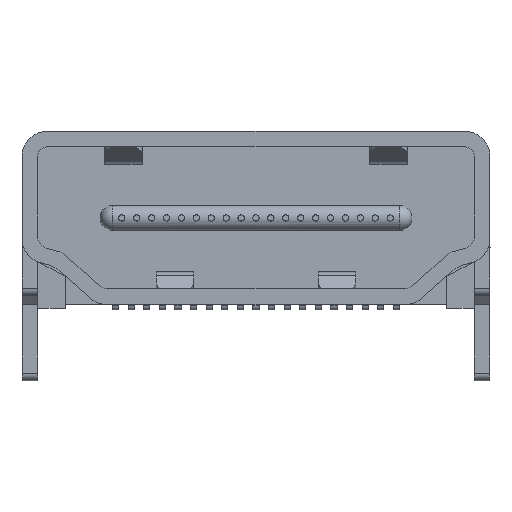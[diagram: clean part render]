
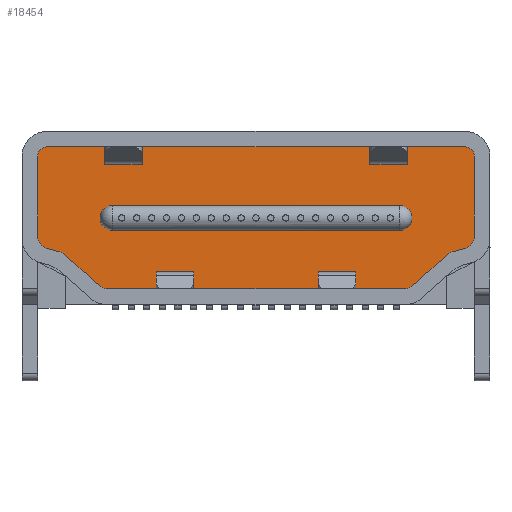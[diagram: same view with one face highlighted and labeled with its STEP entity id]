
A CAD part, front view. The second image highlights one B-rep face of the part: STEP entity #18454.
In plain terms, the highlighted planar face has unit normal (0, -1, 0).
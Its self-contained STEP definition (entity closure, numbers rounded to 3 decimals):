
#689=FACE_OUTER_BOUND('',#1716,.T.);
#1716=EDGE_LOOP('',(#11531,#11532,#11533,#11534,#11535,#11536,#11537,#11538,
#11539,#11540,#11541,#11542,#11543,#11544,#11545,#11546,#11547,#11548,#11549,
#11550));
#2799=CIRCLE('',#19531,0.3);
#2800=CIRCLE('',#19532,0.4);
#2801=CIRCLE('',#19533,0.4);
#2802=CIRCLE('',#19534,0.4);
#2803=CIRCLE('',#19535,0.4);
#2804=CIRCLE('',#19536,0.4);
#2805=CIRCLE('',#19537,0.4);
#2806=CIRCLE('',#19538,0.3);
#3198=LINE('',#25708,#5167);
#3211=LINE('',#25745,#5180);
#3213=LINE('',#25755,#5182);
#3237=LINE('',#25806,#5206);
#3245=LINE('',#25820,#5214);
#3253=LINE('',#25838,#5222);
#3254=LINE('',#25842,#5223);
#3255=LINE('',#25845,#5224);
#3256=LINE('',#25846,#5225);
#3257=LINE('',#25848,#5226);
#3258=LINE('',#25852,#5227);
#3259=LINE('',#25856,#5228);
#5167=VECTOR('',#20932,1.);
#5180=VECTOR('',#20961,1.);
#5182=VECTOR('',#20971,1.);
#5206=VECTOR('',#21007,1.);
#5214=VECTOR('',#21017,1.);
#5222=VECTOR('',#21031,1.);
#5223=VECTOR('',#21034,1.);
#5224=VECTOR('',#21037,1.);
#5225=VECTOR('',#21038,1.);
#5226=VECTOR('',#21039,1.);
#5227=VECTOR('',#21042,1.);
#5228=VECTOR('',#21045,1.);
#7117=VERTEX_POINT('',#25661);
#7140=VERTEX_POINT('',#25706);
#7155=VERTEX_POINT('',#25743);
#7156=VERTEX_POINT('',#25744);
#7159=VERTEX_POINT('',#25752);
#7160=VERTEX_POINT('',#25754);
#7180=VERTEX_POINT('',#25803);
#7181=VERTEX_POINT('',#25805);
#7185=VERTEX_POINT('',#25817);
#7186=VERTEX_POINT('',#25819);
#7192=VERTEX_POINT('',#25835);
#7193=VERTEX_POINT('',#25837);
#7194=VERTEX_POINT('',#25839);
#7195=VERTEX_POINT('',#25841);
#7196=VERTEX_POINT('',#25843);
#7197=VERTEX_POINT('',#25847);
#7198=VERTEX_POINT('',#25849);
#7199=VERTEX_POINT('',#25851);
#7200=VERTEX_POINT('',#25853);
#7201=VERTEX_POINT('',#25855);
#8825=EDGE_CURVE('',#7117,#7140,#3198,.T.);
#8842=EDGE_CURVE('',#7155,#7156,#3211,.T.);
#8847=EDGE_CURVE('',#7160,#7159,#3213,.T.);
#8873=EDGE_CURVE('',#7181,#7180,#3237,.T.);
#8881=EDGE_CURVE('',#7185,#7186,#3245,.T.);
#8889=EDGE_CURVE('',#7181,#7140,#2799,.T.);
#8890=EDGE_CURVE('',#7192,#7180,#2800,.T.);
#8891=EDGE_CURVE('',#7193,#7192,#3253,.T.);
#8892=EDGE_CURVE('',#7193,#7194,#2801,.T.);
#8893=EDGE_CURVE('',#7195,#7194,#3254,.T.);
#8894=EDGE_CURVE('',#7196,#7195,#2802,.T.);
#8895=EDGE_CURVE('',#7156,#7196,#3255,.T.);
#8896=EDGE_CURVE('',#7155,#7160,#3256,.T.);
#8897=EDGE_CURVE('',#7197,#7159,#3257,.T.);
#8898=EDGE_CURVE('',#7198,#7197,#2803,.T.);
#8899=EDGE_CURVE('',#7198,#7199,#3258,.T.);
#8900=EDGE_CURVE('',#7199,#7200,#2804,.T.);
#8901=EDGE_CURVE('',#7200,#7201,#3259,.T.);
#8902=EDGE_CURVE('',#7186,#7201,#2805,.T.);
#8903=EDGE_CURVE('',#7117,#7185,#2806,.T.);
#11531=ORIENTED_EDGE('',*,*,#8825,.T.);
#11532=ORIENTED_EDGE('',*,*,#8889,.F.);
#11533=ORIENTED_EDGE('',*,*,#8873,.T.);
#11534=ORIENTED_EDGE('',*,*,#8890,.F.);
#11535=ORIENTED_EDGE('',*,*,#8891,.F.);
#11536=ORIENTED_EDGE('',*,*,#8892,.T.);
#11537=ORIENTED_EDGE('',*,*,#8893,.F.);
#11538=ORIENTED_EDGE('',*,*,#8894,.F.);
#11539=ORIENTED_EDGE('',*,*,#8895,.F.);
#11540=ORIENTED_EDGE('',*,*,#8842,.F.);
#11541=ORIENTED_EDGE('',*,*,#8896,.T.);
#11542=ORIENTED_EDGE('',*,*,#8847,.T.);
#11543=ORIENTED_EDGE('',*,*,#8897,.F.);
#11544=ORIENTED_EDGE('',*,*,#8898,.F.);
#11545=ORIENTED_EDGE('',*,*,#8899,.T.);
#11546=ORIENTED_EDGE('',*,*,#8900,.T.);
#11547=ORIENTED_EDGE('',*,*,#8901,.T.);
#11548=ORIENTED_EDGE('',*,*,#8902,.F.);
#11549=ORIENTED_EDGE('',*,*,#8881,.F.);
#11550=ORIENTED_EDGE('',*,*,#8903,.F.);
#16695=PLANE('',#19530);
#18454=ADVANCED_FACE('',(#689),#16695,.F.);
#19530=AXIS2_PLACEMENT_3D('',#25833,#21025,#21026);
#19531=AXIS2_PLACEMENT_3D('',#25834,#21027,#21028);
#19532=AXIS2_PLACEMENT_3D('',#25836,#21029,#21030);
#19533=AXIS2_PLACEMENT_3D('',#25840,#21032,#21033);
#19534=AXIS2_PLACEMENT_3D('',#25844,#21035,#21036);
#19535=AXIS2_PLACEMENT_3D('',#25850,#21040,#21041);
#19536=AXIS2_PLACEMENT_3D('',#25854,#21043,#21044);
#19537=AXIS2_PLACEMENT_3D('',#25857,#21046,#21047);
#19538=AXIS2_PLACEMENT_3D('',#25858,#21048,#21049);
#20932=DIRECTION('',(-1.,0.,0.));
#20961=DIRECTION('',(0.,0.,1.));
#20971=DIRECTION('',(0.,0.,1.));
#21007=DIRECTION('',(0.,0.,-1.));
#21017=DIRECTION('',(0.,0.,-1.));
#21025=DIRECTION('center_axis',(0.,1.,0.));
#21026=DIRECTION('ref_axis',(0.,0.,1.));
#21027=DIRECTION('center_axis',(0.,1.,0.));
#21028=DIRECTION('ref_axis',(0.,0.,1.));
#21029=DIRECTION('center_axis',(0.,1.,0.));
#21030=DIRECTION('ref_axis',(0.,0.,1.));
#21031=DIRECTION('',(-0.962,0.,0.274));
#21032=DIRECTION('center_axis',(0.,1.,0.));
#21033=DIRECTION('ref_axis',(0.,0.,1.));
#21034=DIRECTION('',(-0.747,0.,0.665));
#21035=DIRECTION('center_axis',(0.,1.,0.));
#21036=DIRECTION('ref_axis',(0.,0.,1.));
#21037=DIRECTION('',(-1.,0.,0.));
#21038=DIRECTION('',(1.,0.,0.));
#21039=DIRECTION('',(-1.,0.,0.));
#21040=DIRECTION('center_axis',(0.,1.,0.));
#21041=DIRECTION('ref_axis',(0.,0.,1.));
#21042=DIRECTION('',(0.747,0.,0.665));
#21043=DIRECTION('center_axis',(0.,1.,0.));
#21044=DIRECTION('ref_axis',(0.,0.,1.));
#21045=DIRECTION('',(0.962,0.,0.274));
#21046=DIRECTION('center_axis',(0.,1.,0.));
#21047=DIRECTION('ref_axis',(0.,0.,1.));
#21048=DIRECTION('center_axis',(0.,1.,0.));
#21049=DIRECTION('ref_axis',(0.,0.,1.));
#25661=CARTESIAN_POINT('',(6.7,0.589,5.2));
#25706=CARTESIAN_POINT('',(-6.7,0.589,5.2));
#25708=CARTESIAN_POINT('',(3.6,0.589,5.2));
#25743=CARTESIAN_POINT('',(-3.6,0.589,0.15));
#25744=CARTESIAN_POINT('',(-3.6,0.589,0.65));
#25745=CARTESIAN_POINT('',(-3.6,0.589,-14.555));
#25752=CARTESIAN_POINT('',(3.6,0.589,0.65));
#25754=CARTESIAN_POINT('',(3.6,0.589,0.15));
#25755=CARTESIAN_POINT('',(3.6,0.589,-14.555));
#25803=CARTESIAN_POINT('',(-7.,0.589,2.339));
#25805=CARTESIAN_POINT('',(-7.,0.589,4.9));
#25806=CARTESIAN_POINT('',(-7.,0.589,-14.555));
#25817=CARTESIAN_POINT('',(7.,0.589,4.9));
#25819=CARTESIAN_POINT('',(7.,0.589,2.339));
#25820=CARTESIAN_POINT('',(7.,0.589,-14.555));
#25833=CARTESIAN_POINT('Origin',(3.6,0.589,-14.555));
#25834=CARTESIAN_POINT('Origin',(-6.7,0.589,4.9));
#25835=CARTESIAN_POINT('',(-6.71,0.589,1.954));
#25836=CARTESIAN_POINT('Origin',(-6.6,0.589,2.339));
#25837=CARTESIAN_POINT('',(-6.291,0.589,1.835));
#25838=CARTESIAN_POINT('',(0.055,0.589,0.027));
#25839=CARTESIAN_POINT('',(-6.134,0.589,1.748));
#25840=CARTESIAN_POINT('Origin',(-6.4,0.589,1.45));
#25841=CARTESIAN_POINT('',(-5.015,0.589,0.751));
#25842=CARTESIAN_POINT('',(3.098,0.589,-6.476));
#25843=CARTESIAN_POINT('',(-4.749,0.589,0.65));
#25844=CARTESIAN_POINT('Origin',(-4.749,0.589,1.05));
#25845=CARTESIAN_POINT('',(-4.1,0.589,0.65));
#25846=CARTESIAN_POINT('',(3.6,0.589,0.15));
#25847=CARTESIAN_POINT('',(4.749,0.589,0.65));
#25848=CARTESIAN_POINT('',(-4.1,0.589,0.65));
#25849=CARTESIAN_POINT('',(5.015,0.589,0.751));
#25850=CARTESIAN_POINT('Origin',(4.749,0.589,1.05));
#25851=CARTESIAN_POINT('',(6.134,0.589,1.748));
#25852=CARTESIAN_POINT('',(-7.669,0.589,-10.549));
#25853=CARTESIAN_POINT('',(6.291,0.589,1.835));
#25854=CARTESIAN_POINT('Origin',(6.4,0.589,1.45));
#25855=CARTESIAN_POINT('',(6.71,0.589,1.954));
#25856=CARTESIAN_POINT('',(-7.639,0.589,-2.134));
#25857=CARTESIAN_POINT('Origin',(6.6,0.589,2.339));
#25858=CARTESIAN_POINT('Origin',(6.7,0.589,4.9));
